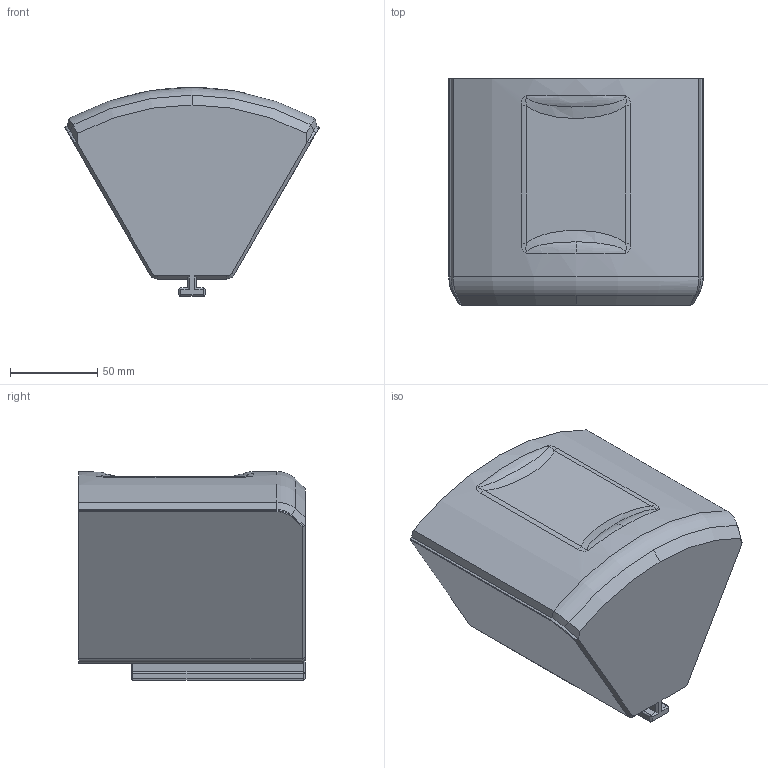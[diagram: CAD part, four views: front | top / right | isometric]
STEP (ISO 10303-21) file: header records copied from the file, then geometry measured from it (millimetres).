
FILE_DESCRIPTION (( 'STEP AP203' ), '1' );
FILE_NAME ('錨璃1.STEP', '2026-02-14T12:05:22', ( '' ), ( '' ), 'SwSTEP 2.0', 'SolidWorks 2025', '' );
FILE_SCHEMA (( 'CONFIG_CONTROL_DESIGN' ));
Length unit declared in the file: millimetre
Products named in the file (1): 零件1
Bounding box: 146.17 x 130 x 120 mm (x, y, z)
Volume: 166726 mm3; surface area: 277560.9 mm2
Topology: 1 solids, 1 shells, 124 faces, 295 edges, 164 vertices
Faces by surface type: plane 55, bspline 26, cylinder 21, cone 14, torus 8
Entity records: 5876 total; most frequent: CARTESIAN_POINT 3250, ORIENTED_EDGE 566, DIRECTION 460, EDGE_CURVE 283, VERTEX_POINT 164, VECTOR 158, LINE 158, AXIS2_PLACEMENT_3D 151
